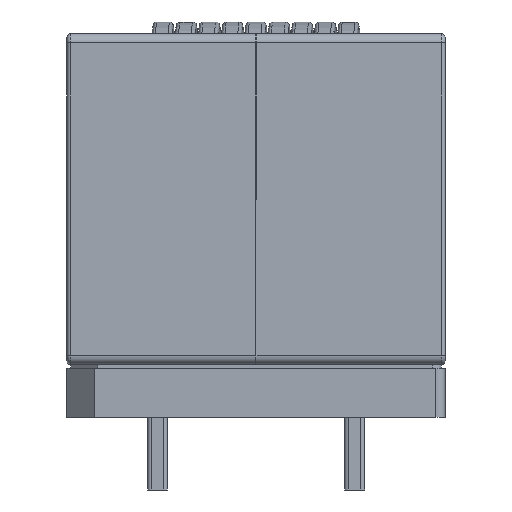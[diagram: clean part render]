
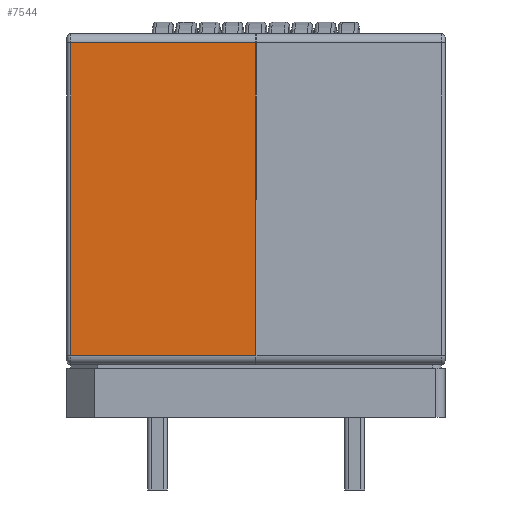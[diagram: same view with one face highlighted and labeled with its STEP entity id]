
A CAD part, left-side view. The second image highlights one B-rep face of the part: STEP entity #7544.
In plain terms, the highlighted face is planar.
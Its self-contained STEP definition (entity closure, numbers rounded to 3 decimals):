
#1623=ORIENTED_EDGE('',*,*,#3607,.T.);
#1624=ORIENTED_EDGE('',*,*,#3608,.T.);
#1625=ORIENTED_EDGE('',*,*,#3609,.T.);
#1626=ORIENTED_EDGE('',*,*,#3591,.F.);
#3591=EDGE_CURVE('',#4612,#4613,#5340,.T.);
#3607=EDGE_CURVE('',#4612,#4624,#5346,.F.);
#3608=EDGE_CURVE('',#4624,#4625,#5347,.T.);
#3609=EDGE_CURVE('',#4625,#4613,#5348,.T.);
#4612=VERTEX_POINT('',#18510);
#4613=VERTEX_POINT('',#18511);
#4624=VERTEX_POINT('',#18540);
#4625=VERTEX_POINT('',#18542);
#5340=LINE('',#18509,#5837);
#5346=LINE('',#18539,#5843);
#5347=LINE('',#18541,#5844);
#5348=LINE('',#18543,#5845);
#5837=VECTOR('',#10755,1000.);
#5843=VECTOR('',#10785,1000.);
#5844=VECTOR('',#10786,1000.);
#5845=VECTOR('',#10787,1000.);
#6282=EDGE_LOOP('',(#1623,#1624,#1625,#1626));
#6801=FACE_BOUND('',#6282,.T.);
#7277=PLANE('',#10052);
#7544=ADVANCED_FACE('',(#6801),#7277,.T.);
#10052=AXIS2_PLACEMENT_3D('',#18538,#10783,#10784);
#10755=DIRECTION('',(0.,-1.,0.));
#10783=DIRECTION('',(1.,0.,0.));
#10784=DIRECTION('',(0.,1.,0.));
#10785=DIRECTION('',(0.,0.,-1.));
#10786=DIRECTION('',(0.,-1.,0.));
#10787=DIRECTION('',(0.,0.,-1.));
#18509=CARTESIAN_POINT('',(12.5,9.1,-5.2));
#18510=CARTESIAN_POINT('',(12.5,8.6,-5.2));
#18511=CARTESIAN_POINT('',(12.5,-8.6,-5.2));
#18538=CARTESIAN_POINT('',(12.5,9.1,5.2));
#18539=CARTESIAN_POINT('',(12.5,8.6,5.2));
#18540=CARTESIAN_POINT('',(12.5,8.6,5.));
#18541=CARTESIAN_POINT('',(12.5,-8.6,5.));
#18542=CARTESIAN_POINT('',(12.5,-8.6,5.));
#18543=CARTESIAN_POINT('',(12.5,-8.6,5.2));
